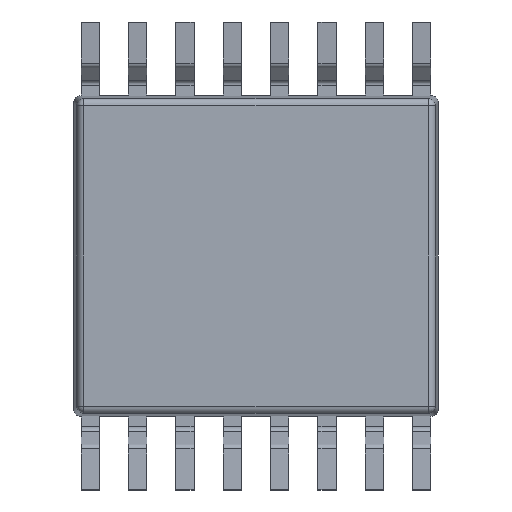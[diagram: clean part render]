
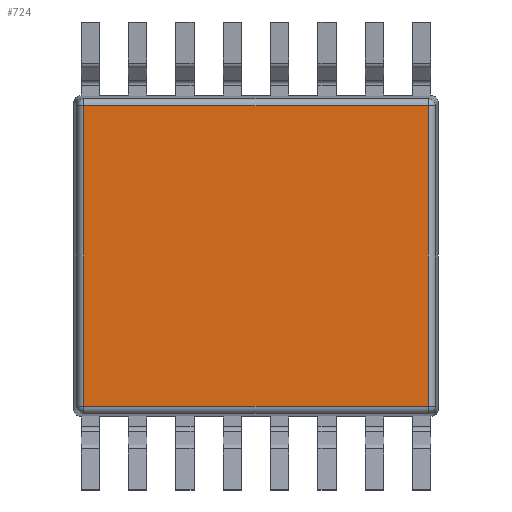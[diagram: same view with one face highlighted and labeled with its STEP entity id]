
A CAD part, front view. The second image highlights one B-rep face of the part: STEP entity #724.
In plain terms, the highlighted planar face has unit normal (0, -1, 0).
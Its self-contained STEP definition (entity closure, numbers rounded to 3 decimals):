
#674 = EDGE_CURVE ( 'NONE', #5055, #8769, #7997, .T. ) ;
#724 = ADVANCED_FACE ( 'NONE', ( #9154 ), #997, .T. ) ;
#997 = PLANE ( 'NONE',  #6582 ) ;
#1001 = LINE ( 'NONE', #3344, #5492 ) ;
#1178 = DIRECTION ( 'NONE',  ( -1., 0., 0. ) ) ;
#1389 = ORIENTED_EDGE ( 'NONE', *, *, #7442, .T. ) ;
#2827 = DIRECTION ( 'NONE',  ( 0., 0., -1. ) ) ;
#3075 = CARTESIAN_POINT ( 'NONE',  ( -2.36, 0.1, 0. ) ) ;
#3087 = CARTESIAN_POINT ( 'NONE',  ( 0., 0.1, 0. ) ) ;
#3344 = CARTESIAN_POINT ( 'NONE',  ( 2.36, 0.1, 0. ) ) ;
#4245 = CARTESIAN_POINT ( 'NONE',  ( 2.36, 0.1, 2.06 ) ) ;
#5055 = VERTEX_POINT ( 'NONE', #4245 ) ;
#5492 = VECTOR ( 'NONE', #5969, 1000. ) ;
#5554 = EDGE_CURVE ( 'NONE', #8769, #7652, #6413, .T. ) ;
#5870 = ORIENTED_EDGE ( 'NONE', *, *, #8087, .T. ) ;
#5969 = DIRECTION ( 'NONE',  ( 0., 0., 1. ) ) ;
#6217 = CARTESIAN_POINT ( 'NONE',  ( -2.36, 0.1, -2.06 ) ) ;
#6324 = CARTESIAN_POINT ( 'NONE',  ( -2.36, 0.1, 2.06 ) ) ;
#6356 = VERTEX_POINT ( 'NONE', #8030 ) ;
#6413 = LINE ( 'NONE', #3075, #10924 ) ;
#6582 = AXIS2_PLACEMENT_3D ( 'NONE', #3087, #9374, #2827 ) ;
#6867 = EDGE_LOOP ( 'NONE', ( #9894, #5870, #1389, #11169 ) ) ;
#6882 = CARTESIAN_POINT ( 'NONE',  ( 0., 0.1, -2.06 ) ) ;
#7412 = VECTOR ( 'NONE', #1178, 1000. ) ;
#7442 = EDGE_CURVE ( 'NONE', #6356, #5055, #1001, .T. ) ;
#7652 = VERTEX_POINT ( 'NONE', #6217 ) ;
#7753 = VECTOR ( 'NONE', #10603, 1000. ) ;
#7997 = LINE ( 'NONE', #9185, #7412 ) ;
#8030 = CARTESIAN_POINT ( 'NONE',  ( 2.36, 0.1, -2.06 ) ) ;
#8087 = EDGE_CURVE ( 'NONE', #7652, #6356, #8921, .T. ) ;
#8769 = VERTEX_POINT ( 'NONE', #6324 ) ;
#8921 = LINE ( 'NONE', #6882, #7753 ) ;
#9154 = FACE_OUTER_BOUND ( 'NONE', #6867, .T. ) ;
#9185 = CARTESIAN_POINT ( 'NONE',  ( 0., 0.1, 2.06 ) ) ;
#9374 = DIRECTION ( 'NONE',  ( 0., -1., 0. ) ) ;
#9894 = ORIENTED_EDGE ( 'NONE', *, *, #5554, .T. ) ;
#10603 = DIRECTION ( 'NONE',  ( 1., 0., 0. ) ) ;
#10924 = VECTOR ( 'NONE', #11273, 1000. ) ;
#11169 = ORIENTED_EDGE ( 'NONE', *, *, #674, .T. ) ;
#11273 = DIRECTION ( 'NONE',  ( 0., 0., -1. ) ) ;
